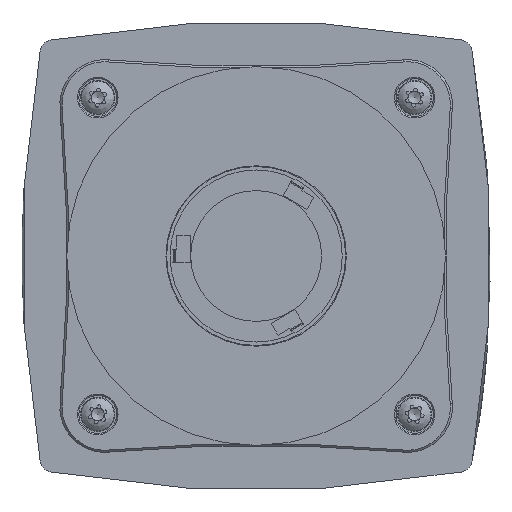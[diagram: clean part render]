
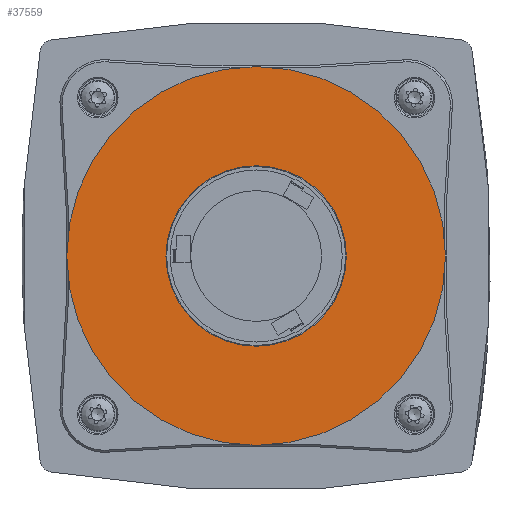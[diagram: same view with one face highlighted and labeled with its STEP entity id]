
A CAD part, front view. The second image highlights one B-rep face of the part: STEP entity #37559.
In plain terms, the highlighted planar face has unit normal (0, -1, 0).
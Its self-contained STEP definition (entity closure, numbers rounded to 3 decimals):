
#828=FACE_BOUND('',#6794,.T.);
#2667=CIRCLE('',#40768,13.1);
#2668=CIRCLE('',#40770,27.5);
#4647=FACE_OUTER_BOUND('',#6793,.T.);
#6793=EDGE_LOOP('',(#31992));
#6794=EDGE_LOOP('',(#31993));
#16835=VERTEX_POINT('',#74387);
#16836=VERTEX_POINT('',#74391);
#21912=EDGE_CURVE('',#16835,#16835,#2667,.T.);
#21914=EDGE_CURVE('',#16836,#16836,#2668,.T.);
#31992=ORIENTED_EDGE('',*,*,#21914,.T.);
#31993=ORIENTED_EDGE('',*,*,#21912,.F.);
#33582=PLANE('',#40769);
#37559=ADVANCED_FACE('',(#4647,#828),#33582,.T.);
#40768=AXIS2_PLACEMENT_3D('',#74388,#50241,#50242);
#40769=AXIS2_PLACEMENT_3D('',#74390,#50244,#50245);
#40770=AXIS2_PLACEMENT_3D('',#74392,#50246,#50247);
#50241=DIRECTION('center_axis',(0.,-1.,0.));
#50242=DIRECTION('ref_axis',(0.,0.,
-1.));
#50244=DIRECTION('center_axis',(0.,-1.,0.));
#50245=DIRECTION('ref_axis',(0.,0.,
-1.));
#50246=DIRECTION('center_axis',(0.,-1.,0.));
#50247=DIRECTION('ref_axis',(0.,0.,
-1.));
#74387=CARTESIAN_POINT('',(13.1,-23.,0.));
#74388=CARTESIAN_POINT('Origin',(0.,-23.,0.));
#74390=CARTESIAN_POINT('Origin',(-13.1,-23.,0.));
#74391=CARTESIAN_POINT('',(27.5,-23.,0.));
#74392=CARTESIAN_POINT('Origin',(0.,-23.,0.));
